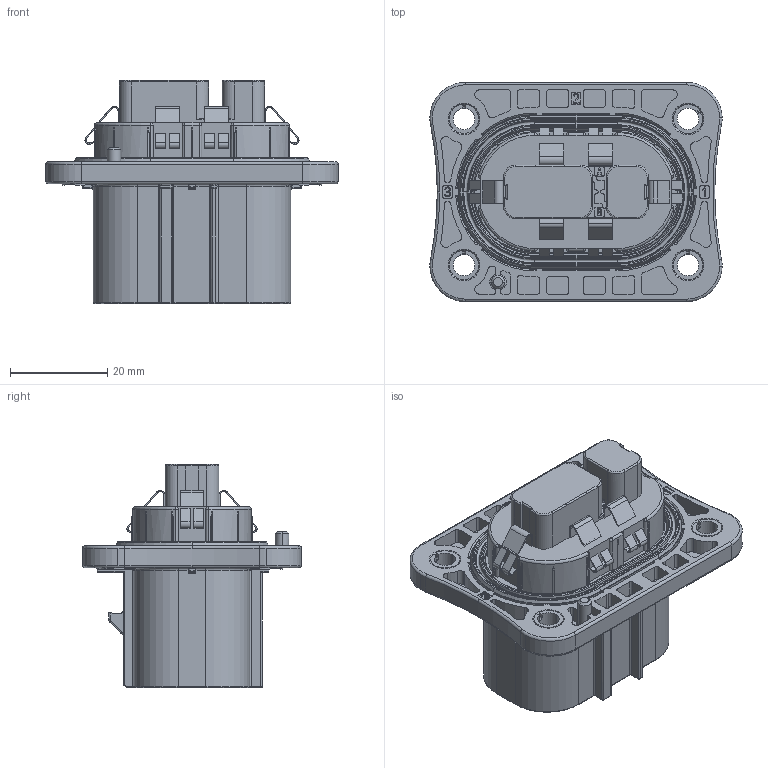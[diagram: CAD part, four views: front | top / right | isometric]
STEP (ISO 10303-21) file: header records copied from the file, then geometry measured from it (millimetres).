
FILE_DESCRIPTION (( 'STEP AP214' ), '1' );
FILE_NAME ('YGEV2-P3RA²å×ù.STEP', '2024-01-30T02:38:49', ( 'yguser' ), ( 'ygkj' ), 'SwSTEP 2.0', 'SolidWorks 2018', '' );
FILE_SCHEMA (( 'AUTOMOTIVE_DESIGN' ));
Length unit declared in the file: millimetre
Products named in the file (1): YGEV2-P3RA脣釱
Bounding box: 60 x 45 x 45.8 mm (x, y, z)
Volume: 42142.9 mm3; surface area: 15561 mm2
Topology: 5 solids, 7 shells, 2572 faces, 6773 edges, 4266 vertices
Faces by surface type: plane 1284, cylinder 671, bspline 331, torus 150, cone 100, sphere 36
Entity records: 122897 total; most frequent: CARTESIAN_POINT 33485, ORIENTED_EDGE 13458, DIRECTION 11701, EDGE_CURVE 6729, VERTEX_POINT 4262, LINE 4083, VECTOR 4083, AXIS2_PLACEMENT_3D 3809
